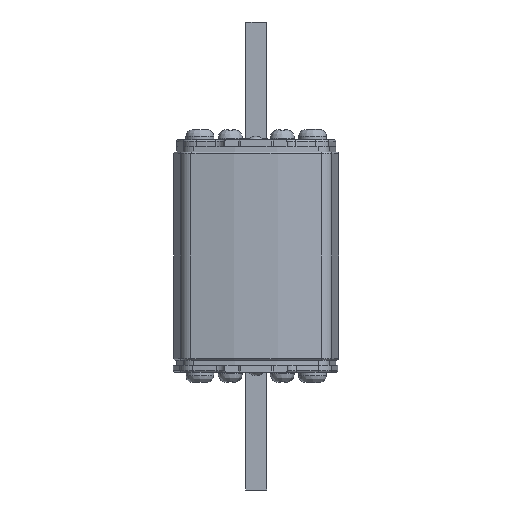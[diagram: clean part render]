
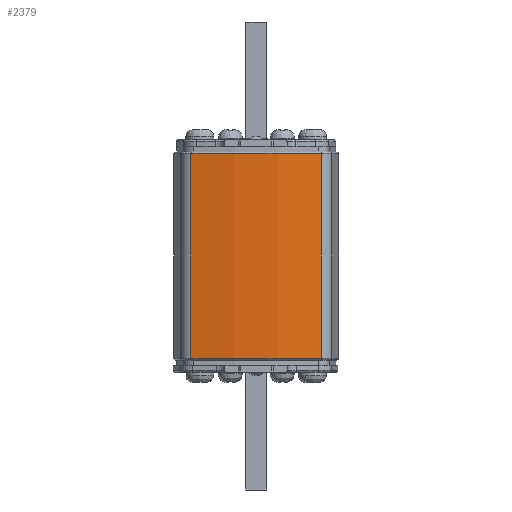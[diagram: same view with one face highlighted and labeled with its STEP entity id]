
A CAD part, front view. The second image highlights one B-rep face of the part: STEP entity #2379.
In plain terms, the highlighted cylindrical face has radius 81 mm (diameter 162 mm), a partial arc.
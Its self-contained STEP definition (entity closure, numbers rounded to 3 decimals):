
#1237=CYLINDRICAL_SURFACE('',#14763,81.);
#1654=CIRCLE('',#14761,81.);
#1655=CIRCLE('',#14762,81.);
#2379=ADVANCED_FACE('',(#3605),#1237,.T.);
#3605=FACE_OUTER_BOUND('',#4527,.T.);
#4527=EDGE_LOOP('',(#7588,#7589,#7590,#7591));
#7588=ORIENTED_EDGE('',*,*,#11352,.F.);
#7589=ORIENTED_EDGE('',*,*,#11354,.T.);
#7590=ORIENTED_EDGE('',*,*,#11355,.T.);
#7591=ORIENTED_EDGE('',*,*,#11356,.T.);
#9609=VERTEX_POINT('',#54969);
#9610=VERTEX_POINT('',#54971);
#9611=VERTEX_POINT('',#54975);
#9612=VERTEX_POINT('',#54977);
#11352=EDGE_CURVE('',#9609,#9610,#12614,.T.);
#11354=EDGE_CURVE('',#9609,#9611,#1654,.T.);
#11355=EDGE_CURVE('',#9611,#9612,#12615,.T.);
#11356=EDGE_CURVE('',#9612,#9610,#1655,.T.);
#12614=LINE('',#54970,#13596);
#12615=LINE('',#54976,#13597);
#13596=VECTOR('',#17669,1.);
#13597=VECTOR('',#17676,1.);
#14761=AXIS2_PLACEMENT_3D('',#54974,#17674,#17675);
#14762=AXIS2_PLACEMENT_3D('',#54978,#17677,#17678);
#14763=AXIS2_PLACEMENT_3D('',#54979,#17679,#17680);
#17669=DIRECTION('',(0.,0.,-1.));
#17674=DIRECTION('',(0.,0.,-1.));
#17675=DIRECTION('',(-1.,0.,0.));
#17676=DIRECTION('',(0.,0.,-1.));
#17677=DIRECTION('',(0.,0.,1.));
#17678=DIRECTION('',(-1.,0.,0.));
#17679=DIRECTION('',(0.,0.,-1.));
#17680=DIRECTION('',(-1.,0.,0.));
#54969=CARTESIAN_POINT('',(-52.178,-11.783,59.5));
#54970=CARTESIAN_POINT('',(-52.178,-11.783,60.));
#54971=CARTESIAN_POINT('',(-52.178,-11.783,0.5));
#54974=CARTESIAN_POINT('',(-71.,67.,59.5));
#54975=CARTESIAN_POINT('',(-89.822,-11.783,59.5));
#54976=CARTESIAN_POINT('',(-89.822,-11.783,60.));
#54977=CARTESIAN_POINT('',(-89.822,-11.783,0.5));
#54978=CARTESIAN_POINT('',(-71.,67.,0.5));
#54979=CARTESIAN_POINT('',(-71.,67.,60.));
